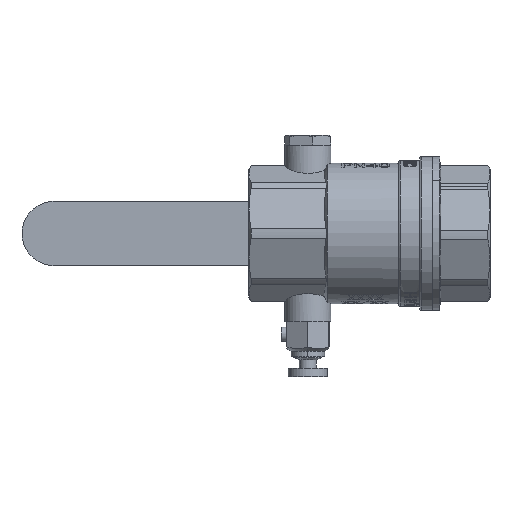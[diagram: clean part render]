
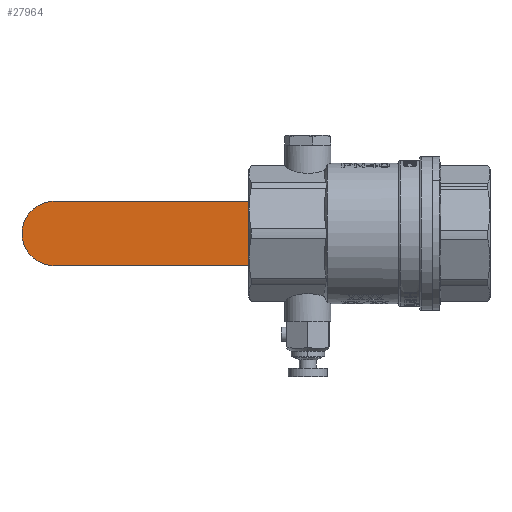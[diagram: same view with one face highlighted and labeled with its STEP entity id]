
A CAD part, front view. The second image highlights one B-rep face of the part: STEP entity #27964.
In plain terms, the highlighted planar face has unit normal (0, -1, 0).
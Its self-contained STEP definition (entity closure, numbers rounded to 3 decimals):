
#1355 = ORIENTED_EDGE ( 'NONE', *, *, #66096, .F. ) ;
#1409 = EDGE_LOOP ( 'NONE', ( #1355, #44298, #36724, #66059 ) ) ;
#4013 = VERTEX_POINT ( 'NONE', #33728 ) ;
#4137 = CARTESIAN_POINT ( 'NONE',  ( 42.692, 16.498, 50. ) ) ;
#9128 = DIRECTION ( 'NONE',  ( 0., 1., 0. ) ) ;
#10189 = CARTESIAN_POINT ( 'NONE',  ( 40., 16.498, -11.502 ) ) ;
#10768 = VERTEX_POINT ( 'NONE', #63571 ) ;
#13304 = CARTESIAN_POINT ( 'NONE',  ( 40., 16.498, 11.502 ) ) ;
#14282 = EDGE_CURVE ( 'NONE', #10768, #26145, #52996, .T. ) ;
#18473 = DIRECTION ( 'NONE',  ( 1., 0., 0. ) ) ;
#19087 = AXIS2_PLACEMENT_3D ( 'NONE', #40042, #9128, #45072 ) ;
#25094 = LINE ( 'NONE', #13304, #50699 ) ;
#25205 = EDGE_CURVE ( 'NONE', #61581, #4013, #30992, .T. ) ;
#26145 = VERTEX_POINT ( 'NONE', #61516 ) ;
#27964 = ADVANCED_FACE ( 'NONE', ( #56476 ), #49290, .F. ) ;
#29254 = CARTESIAN_POINT ( 'NONE',  ( 40., 16.498, 50. ) ) ;
#30992 = CIRCLE ( 'NONE', #19087, 11.502 ) ;
#33728 = CARTESIAN_POINT ( 'NONE',  ( 115., 16.498, -11.502 ) ) ;
#34438 = DIRECTION ( 'NONE',  ( 0., 0., 1. ) ) ;
#34922 = DIRECTION ( 'NONE',  ( 0., 0., -1. ) ) ;
#36724 = ORIENTED_EDGE ( 'NONE', *, *, #65521, .F. ) ;
#38078 = LINE ( 'NONE', #10189, #63358 ) ;
#40042 = CARTESIAN_POINT ( 'NONE',  ( 115., 16.498, 0. ) ) ;
#44298 = ORIENTED_EDGE ( 'NONE', *, *, #14282, .T. ) ;
#45072 = DIRECTION ( 'NONE',  ( 0., 0., 1. ) ) ;
#49290 = PLANE ( 'NONE',  #52662 ) ;
#50699 = VECTOR ( 'NONE', #18473, 1000. ) ;
#51228 = DIRECTION ( 'NONE',  ( -1., 0., 0. ) ) ;
#52662 = AXIS2_PLACEMENT_3D ( 'NONE', #29254, #64792, #34438 ) ;
#52746 = CARTESIAN_POINT ( 'NONE',  ( 115., 16.498, 11.502 ) ) ;
#52996 = LINE ( 'NONE', #4137, #64884 ) ;
#56476 = FACE_OUTER_BOUND ( 'NONE', #1409, .T. ) ;
#61516 = CARTESIAN_POINT ( 'NONE',  ( 42.692, 16.498, -11.502 ) ) ;
#61581 = VERTEX_POINT ( 'NONE', #52746 ) ;
#63358 = VECTOR ( 'NONE', #51228, 1000. ) ;
#63571 = CARTESIAN_POINT ( 'NONE',  ( 42.692, 16.498, 11.502 ) ) ;
#64792 = DIRECTION ( 'NONE',  ( 0., 1., 0. ) ) ;
#64884 = VECTOR ( 'NONE', #34922, 1000. ) ;
#65521 = EDGE_CURVE ( 'NONE', #4013, #26145, #38078, .T. ) ;
#66059 = ORIENTED_EDGE ( 'NONE', *, *, #25205, .F. ) ;
#66096 = EDGE_CURVE ( 'NONE', #10768, #61581, #25094, .T. ) ;
